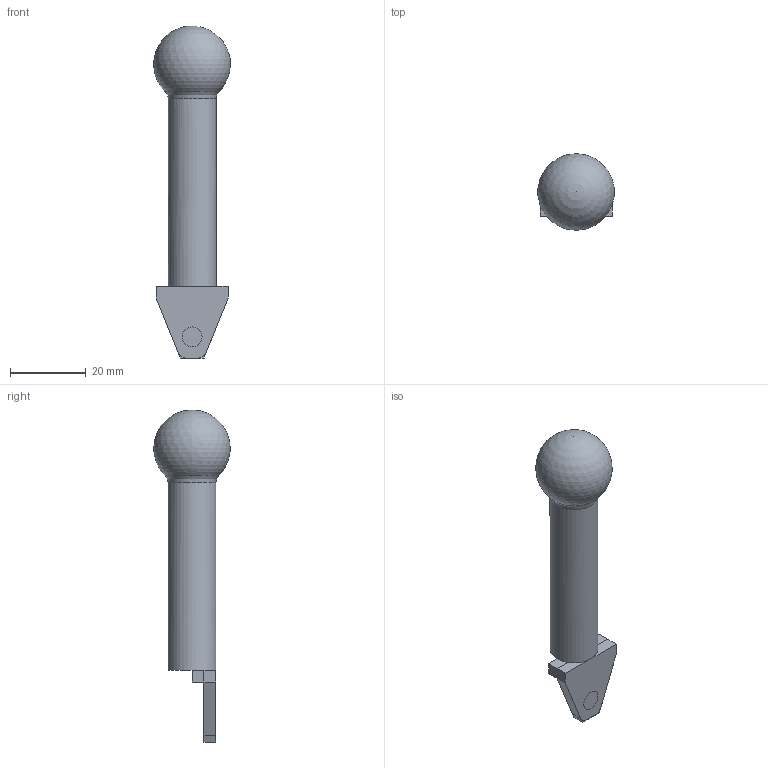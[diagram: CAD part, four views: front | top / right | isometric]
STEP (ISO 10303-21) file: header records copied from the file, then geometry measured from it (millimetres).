
FILE_DESCRIPTION(('FreeCAD Model'),'2;1');
FILE_NAME('test_horn.step', '2015-07-14T20:33:20',('Author'),(''), 'Open CASCADE STEP processor 6.8','FreeCAD','Unknown');
FILE_SCHEMA(('AUTOMOTIVE_DESIGN_CC2 { 1 2 10303 214 -1 1 5 4 }'));
Length unit declared in the file: millimetre
Products named in the file (6): Revolution; Pad001; Pocket; Fillet; Pad; Fillet001
Bounding box: 20.23 x 20.32 x 87.94 mm (x, y, z)
Volume: 18333.6 mm3; surface area: 12701.9 mm2
Topology: 6 solids, 6 shells, 60 faces, 127 edges, 77 vertices
Faces by surface type: plane 47, cylinder 8, sphere 4, bspline 1
Full cylindrical faces by diameter (mm): 5.309 x2, 6.35 x2, 12.7 x2
Entity records: 3365 total; most frequent: CARTESIAN_POINT 635, DIRECTION 499, LINE 331, VECTOR 331, ORIENTED_EDGE 246, PCURVE 246, DEFINITIONAL_REPRESENTATION 246, EDGE_CURVE 123
